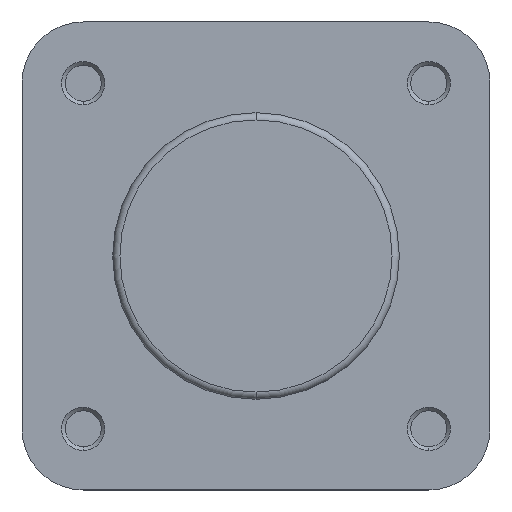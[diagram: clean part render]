
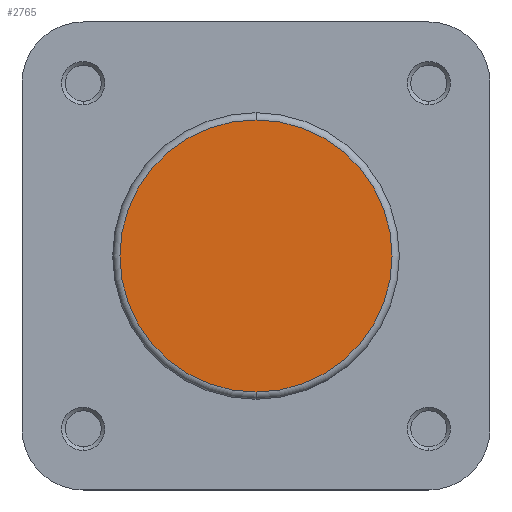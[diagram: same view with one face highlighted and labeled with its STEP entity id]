
A CAD part, left-side view. The second image highlights one B-rep face of the part: STEP entity #2765.
In plain terms, the highlighted planar face has unit normal (-1, 0, 0).
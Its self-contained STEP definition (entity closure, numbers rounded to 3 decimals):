
#453 = EDGE_CURVE ( 'NONE', #4775, #2017, #1862, .T. ) ;
#500 = EDGE_CURVE ( 'NONE', #2017, #4775, #1934, .T. ) ;
#954 = ORIENTED_EDGE ( 'NONE', *, *, #453, .T. ) ;
#955 = ORIENTED_EDGE ( 'NONE', *, *, #500, .T. ) ;
#1045 = EDGE_LOOP ( 'NONE', ( #955, #954 ) ) ;
#1862 = CIRCLE ( 'NONE', #2914, 18.9 ) ;
#1934 = CIRCLE ( 'NONE', #2938, 18.9 ) ;
#2017 = VERTEX_POINT ( 'NONE', #5847 ) ;
#2765 = ADVANCED_FACE ( 'NONE', ( #4390 ), #3677, .F. ) ;
#2914 = AXIS2_PLACEMENT_3D ( 'NONE', #5706, #5711, #5712 ) ;
#2938 = AXIS2_PLACEMENT_3D ( 'NONE', #5824, #5830, #5831 ) ;
#3083 = AXIS2_PLACEMENT_3D ( 'NONE', #3676, #3679, #3680 ) ;
#3676 = CARTESIAN_POINT ( 'NONE',  ( 21., 19.9, 0. ) ) ;
#3677 = PLANE ( 'NONE',  #3083 ) ;
#3679 = DIRECTION ( 'NONE',  ( 1., 0., 0. ) ) ;
#3680 = DIRECTION ( 'NONE',  ( 0., 0., -1. ) ) ;
#4057 = CARTESIAN_POINT ( 'NONE',  ( 21., 0., 18.9 ) ) ;
#4390 = FACE_OUTER_BOUND ( 'NONE', #1045, .T. ) ;
#4775 = VERTEX_POINT ( 'NONE', #4057 ) ;
#5706 = CARTESIAN_POINT ( 'NONE',  ( 21., 0., 0. ) ) ;
#5711 = DIRECTION ( 'NONE',  ( -1., 0., 0. ) ) ;
#5712 = DIRECTION ( 'NONE',  ( 0., 0., -1. ) ) ;
#5824 = CARTESIAN_POINT ( 'NONE',  ( 21., 0., 0. ) ) ;
#5830 = DIRECTION ( 'NONE',  ( -1., 0., 0. ) ) ;
#5831 = DIRECTION ( 'NONE',  ( 0., 0., -1. ) ) ;
#5847 = CARTESIAN_POINT ( 'NONE',  ( 21., 0., -18.9 ) ) ;
